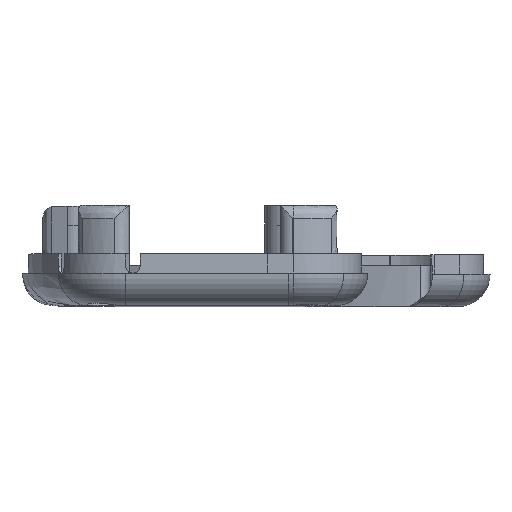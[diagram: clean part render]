
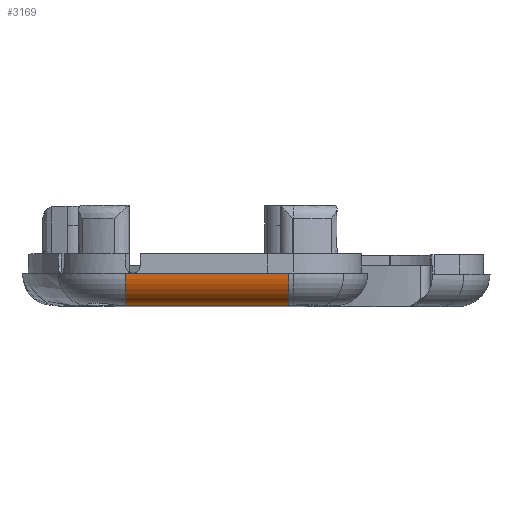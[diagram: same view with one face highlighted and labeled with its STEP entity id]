
A CAD part, top view. The second image highlights one B-rep face of the part: STEP entity #3169.
In plain terms, the highlighted cylindrical face has radius 4.99 mm (diameter 9.98 mm), a partial arc.
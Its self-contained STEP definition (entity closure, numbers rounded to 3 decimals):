
#387=FACE_OUTER_BOUND('',#580,.T.);
#580=EDGE_LOOP('',(#2345,#2346,#2347,#2348));
#790=LINE('',#4954,#979);
#799=LINE('',#5499,#988);
#979=VECTOR('',#3737,10.);
#988=VECTOR('',#3854,10.);
#1191=CIRCLE('',#3430,4.99);
#1192=CIRCLE('',#3431,4.99);
#1366=VERTEX_POINT('',#4951);
#1367=VERTEX_POINT('',#4953);
#1416=VERTEX_POINT('',#5496);
#1417=VERTEX_POINT('',#5498);
#1702=EDGE_CURVE('',#1367,#1366,#790,.T.);
#1772=EDGE_CURVE('',#1366,#1416,#1191,.T.);
#1773=EDGE_CURVE('',#1416,#1417,#799,.T.);
#1774=EDGE_CURVE('',#1417,#1367,#1192,.T.);
#2345=ORIENTED_EDGE('',*,*,#1772,.T.);
#2346=ORIENTED_EDGE('',*,*,#1773,.T.);
#2347=ORIENTED_EDGE('',*,*,#1774,.T.);
#2348=ORIENTED_EDGE('',*,*,#1702,.T.);
#3091=CYLINDRICAL_SURFACE('',#3429,4.99);
#3169=ADVANCED_FACE('',(#387),#3091,.T.);
#3429=AXIS2_PLACEMENT_3D('',#5495,#3850,#3851);
#3430=AXIS2_PLACEMENT_3D('',#5497,#3852,#3853);
#3431=AXIS2_PLACEMENT_3D('',#5500,#3855,#3856);
#3737=DIRECTION('',(1.,0.,0.));
#3850=DIRECTION('center_axis',(-1.,0.,0.));
#3851=DIRECTION('ref_axis',(0.,-0.707,0.707));
#3852=DIRECTION('center_axis',(-1.,0.,0.));
#3853=DIRECTION('ref_axis',(0.,-1.,0.));
#3854=DIRECTION('',(-1.,0.,0.));
#3855=DIRECTION('center_axis',(1.,0.,0.));
#3856=DIRECTION('ref_axis',(0.,0.,1.));
#4951=CARTESIAN_POINT('',(3.204,0.,88.213));
#4953=CARTESIAN_POINT('',(-22.06,0.,88.213));
#4954=CARTESIAN_POINT('',(-7.53,0.,88.213));
#5495=CARTESIAN_POINT('Origin',(-7.53,4.99,88.213));
#5496=CARTESIAN_POINT('',(3.204,4.99,93.203));
#5497=CARTESIAN_POINT('Origin',(3.204,4.99,88.213));
#5498=CARTESIAN_POINT('',(-22.06,4.99,93.203));
#5499=CARTESIAN_POINT('',(-7.53,4.99,93.203));
#5500=CARTESIAN_POINT('Origin',(-22.06,4.99,88.213));
